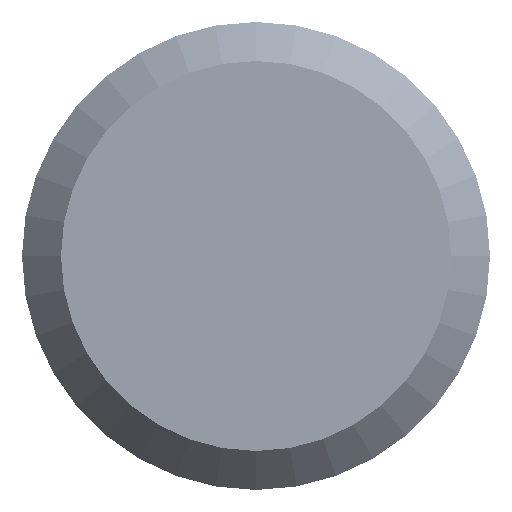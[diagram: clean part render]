
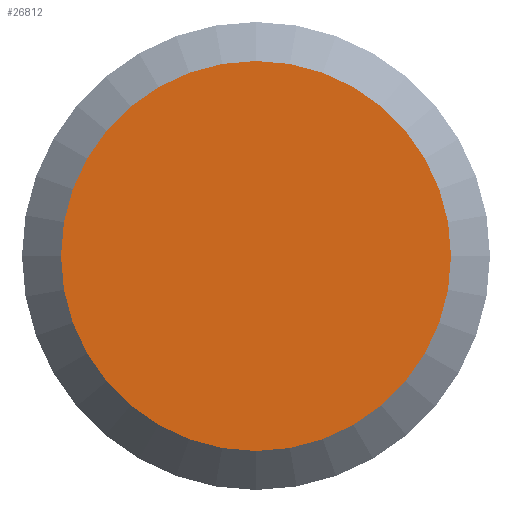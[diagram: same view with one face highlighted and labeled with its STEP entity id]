
A CAD part, left-side view. The second image highlights one B-rep face of the part: STEP entity #26812.
In plain terms, the highlighted planar face has unit normal (-1, 0, 0).
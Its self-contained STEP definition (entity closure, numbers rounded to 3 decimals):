
#2296 = CIRCLE ( 'NONE', #11768, 5. ) ;
#5298 = CARTESIAN_POINT ( 'NONE',  ( 7.95, 10.392, 0. ) ) ;
#9862 = AXIS2_PLACEMENT_3D ( 'NONE', #5298, #15879, #29179 ) ;
#11768 = AXIS2_PLACEMENT_3D ( 'NONE', #30488, #14651, #33145 ) ;
#14651 = DIRECTION ( 'NONE',  ( -1., 0., 0. ) ) ;
#15879 = DIRECTION ( 'NONE',  ( 1., 0., 0. ) ) ;
#21997 = ORIENTED_EDGE ( 'NONE', *, *, #25132, .T. ) ;
#25132 = EDGE_CURVE ( 'NONE', #34078, #34078, #2296, .T. ) ;
#26515 = PLANE ( 'NONE',  #9862 ) ;
#26812 = ADVANCED_FACE ( 'NONE', ( #27884 ), #26515, .F. ) ;
#27884 = FACE_OUTER_BOUND ( 'NONE', #33903, .T. ) ;
#29179 = DIRECTION ( 'NONE',  ( 0., 0., -1. ) ) ;
#30488 = CARTESIAN_POINT ( 'NONE',  ( 7.95, 0., 0. ) ) ;
#31827 = CARTESIAN_POINT ( 'NONE',  ( 7.95, 0., -5. ) ) ;
#33145 = DIRECTION ( 'NONE',  ( 0., 0., -1. ) ) ;
#33903 = EDGE_LOOP ( 'NONE', ( #21997 ) ) ;
#34078 = VERTEX_POINT ( 'NONE', #31827 ) ;
